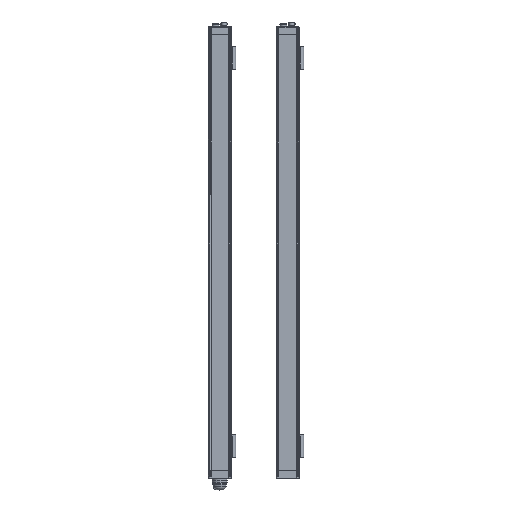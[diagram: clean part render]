
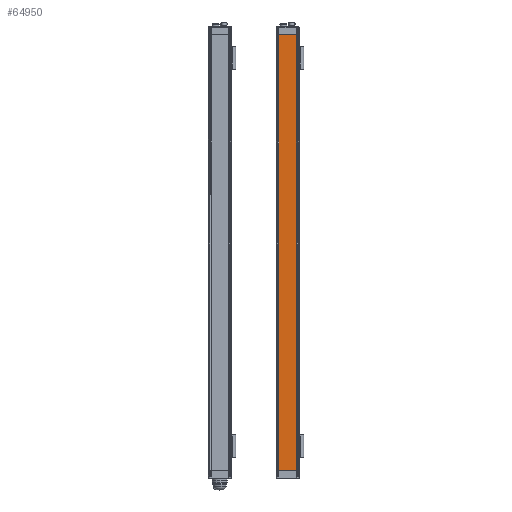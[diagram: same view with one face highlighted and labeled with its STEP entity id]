
A CAD part, top view. The second image highlights one B-rep face of the part: STEP entity #64950.
In plain terms, the highlighted planar face has unit normal (0, 0, 1).
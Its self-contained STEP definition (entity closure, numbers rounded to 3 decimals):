
#6346=LINE('',#132266,#12088);
#6508=LINE('',#132865,#12250);
#6511=LINE('',#132871,#12253);
#6512=LINE('',#132872,#12254);
#12088=VECTOR('',#90412,37.6);
#12250=VECTOR('',#90924,948.5);
#12253=VECTOR('',#90929,948.5);
#12254=VECTOR('',#90930,37.6);
#18564=FACE_OUTER_BOUND('',#22907,.T.);
#22907=EDGE_LOOP('',(#58518,#58519,#58520,#58521));
#31704=VERTEX_POINT('',#132263);
#31705=VERTEX_POINT('',#132265);
#31967=VERTEX_POINT('',#132864);
#31969=VERTEX_POINT('',#132870);
#40689=EDGE_CURVE('',#31704,#31705,#6346,.T.);
#40988=EDGE_CURVE('',#31967,#31705,#6508,.T.);
#40991=EDGE_CURVE('',#31704,#31969,#6511,.T.);
#40992=EDGE_CURVE('',#31967,#31969,#6512,.T.);
#58518=ORIENTED_EDGE('',*,*,#40991,.T.);
#58519=ORIENTED_EDGE('',*,*,#40992,.F.);
#58520=ORIENTED_EDGE('',*,*,#40988,.T.);
#58521=ORIENTED_EDGE('',*,*,#40689,.F.);
#61244=PLANE('',#71851);
#64950=ADVANCED_FACE('',(#18564),#61244,.T.);
#71851=AXIS2_PLACEMENT_3D('',#132869,#90927,#90928);
#90412=DIRECTION('',(-1.,0.,0.));
#90924=DIRECTION('',(0.,-1.,0.));
#90927=DIRECTION('center_axis',(0.,0.,
1.));
#90928=DIRECTION('ref_axis',(1.,0.,0.));
#90929=DIRECTION('',(0.,1.,0.));
#90930=DIRECTION('',(1.,0.,0.));
#132263=CARTESIAN_POINT('',(-109.017,-540.946,-307.536));
#132265=CARTESIAN_POINT('',(-146.617,-540.946,-307.536));
#132266=CARTESIAN_POINT('',(-109.017,-540.946,-307.536));
#132864=CARTESIAN_POINT('',(-146.617,407.554,-307.536));
#132865=CARTESIAN_POINT('',(-146.617,59.054,-307.536));
#132869=CARTESIAN_POINT('Origin',(-146.617,59.054,-307.536));
#132870=CARTESIAN_POINT('',(-109.017,407.554,-307.536));
#132871=CARTESIAN_POINT('',(-109.017,59.054,-307.536));
#132872=CARTESIAN_POINT('',(-146.617,407.554,-307.536));
